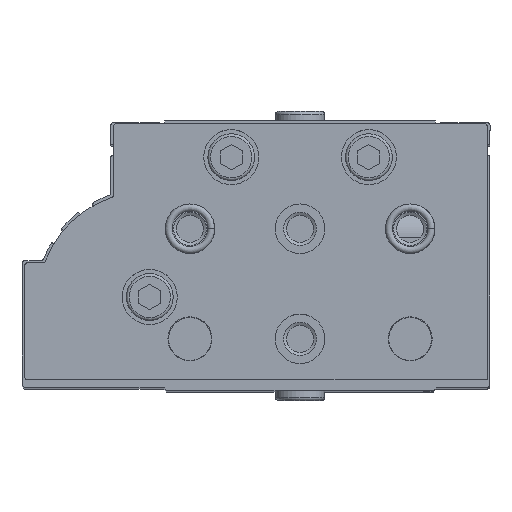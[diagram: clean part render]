
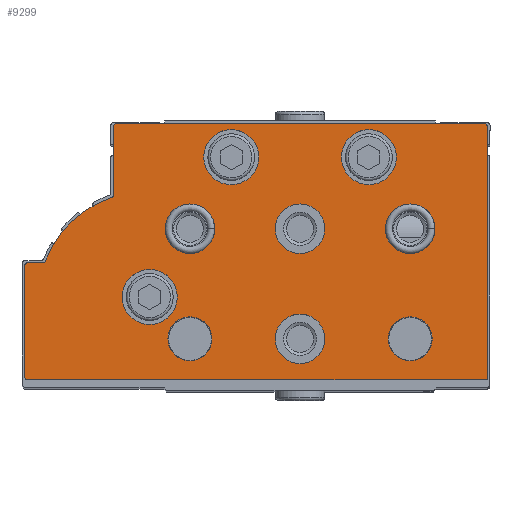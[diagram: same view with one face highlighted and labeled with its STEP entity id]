
A CAD part, top view. The second image highlights one B-rep face of the part: STEP entity #9299.
In plain terms, the highlighted face is planar.
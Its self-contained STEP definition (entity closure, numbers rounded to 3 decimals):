
#949=LINE('',#15826,#1682);
#951=LINE('',#15830,#1684);
#954=LINE('',#15838,#1687);
#957=LINE('',#15846,#1690);
#962=LINE('',#15862,#1695);
#965=LINE('',#15870,#1698);
#1682=VECTOR('',#12807,1000.);
#1684=VECTOR('',#12811,1000.);
#1687=VECTOR('',#12820,1000.);
#1690=VECTOR('',#12829,1000.);
#1695=VECTOR('',#12848,1000.);
#1698=VECTOR('',#12857,1000.);
#3637=ORIENTED_EDGE('',*,*,#5315,.T.);
#3638=ORIENTED_EDGE('',*,*,#5316,.T.);
#3639=ORIENTED_EDGE('',*,*,#5317,.T.);
#3640=ORIENTED_EDGE('',*,*,#5318,.T.);
#3641=ORIENTED_EDGE('',*,*,#5319,.T.);
#3642=ORIENTED_EDGE('',*,*,#5320,.T.);
#3643=ORIENTED_EDGE('',*,*,#5321,.T.);
#3644=ORIENTED_EDGE('',*,*,#5322,.T.);
#3645=ORIENTED_EDGE('',*,*,#5323,.T.);
#3646=ORIENTED_EDGE('',*,*,#5288,.F.);
#3647=ORIENTED_EDGE('',*,*,#5313,.F.);
#3648=ORIENTED_EDGE('',*,*,#5311,.F.);
#3649=ORIENTED_EDGE('',*,*,#5309,.F.);
#3650=ORIENTED_EDGE('',*,*,#5307,.T.);
#3651=ORIENTED_EDGE('',*,*,#5305,.F.);
#3652=ORIENTED_EDGE('',*,*,#5303,.T.);
#3653=ORIENTED_EDGE('',*,*,#5301,.F.);
#3654=ORIENTED_EDGE('',*,*,#5299,.F.);
#3655=ORIENTED_EDGE('',*,*,#5297,.F.);
#3656=ORIENTED_EDGE('',*,*,#5295,.F.);
#3657=ORIENTED_EDGE('',*,*,#5293,.F.);
#3658=ORIENTED_EDGE('',*,*,#5291,.F.);
#5288=EDGE_CURVE('',#6312,#6313,#6856,.T.);
#5291=EDGE_CURVE('',#6313,#6314,#949,.T.);
#5293=EDGE_CURVE('',#6314,#6315,#951,.T.);
#5295=EDGE_CURVE('',#6315,#6316,#6857,.T.);
#5297=EDGE_CURVE('',#6316,#6317,#954,.T.);
#5299=EDGE_CURVE('',#6317,#6318,#6858,.T.);
#5301=EDGE_CURVE('',#6318,#6319,#957,.T.);
#5303=EDGE_CURVE('',#6320,#6319,#6859,.T.);
#5305=EDGE_CURVE('',#6320,#6321,#6860,.T.);
#5307=EDGE_CURVE('',#6322,#6321,#6861,.T.);
#5309=EDGE_CURVE('',#6322,#6323,#962,.T.);
#5311=EDGE_CURVE('',#6323,#6324,#6862,.T.);
#5313=EDGE_CURVE('',#6324,#6312,#965,.T.);
#5315=EDGE_CURVE('',#6325,#6325,#6863,.T.);
#5316=EDGE_CURVE('',#6326,#6326,#6864,.T.);
#5317=EDGE_CURVE('',#6327,#6327,#6865,.T.);
#5318=EDGE_CURVE('',#6328,#6328,#6866,.T.);
#5319=EDGE_CURVE('',#6329,#6329,#6867,.T.);
#5320=EDGE_CURVE('',#6330,#6330,#6868,.T.);
#5321=EDGE_CURVE('',#6331,#6331,#6869,.T.);
#5322=EDGE_CURVE('',#6332,#6332,#6870,.T.);
#5323=EDGE_CURVE('',#6333,#6333,#6871,.T.);
#6312=VERTEX_POINT('',#15821);
#6313=VERTEX_POINT('',#15822);
#6314=VERTEX_POINT('',#15827);
#6315=VERTEX_POINT('',#15831);
#6316=VERTEX_POINT('',#15835);
#6317=VERTEX_POINT('',#15839);
#6318=VERTEX_POINT('',#15843);
#6319=VERTEX_POINT('',#15847);
#6320=VERTEX_POINT('',#15851);
#6321=VERTEX_POINT('',#15855);
#6322=VERTEX_POINT('',#15859);
#6323=VERTEX_POINT('',#15863);
#6324=VERTEX_POINT('',#15867);
#6325=VERTEX_POINT('',#15874);
#6326=VERTEX_POINT('',#15876);
#6327=VERTEX_POINT('',#15878);
#6328=VERTEX_POINT('',#15880);
#6329=VERTEX_POINT('',#15882);
#6330=VERTEX_POINT('',#15884);
#6331=VERTEX_POINT('',#15886);
#6332=VERTEX_POINT('',#15888);
#6333=VERTEX_POINT('',#15890);
#6856=CIRCLE('',#10482,0.5);
#6857=CIRCLE('',#10486,0.5);
#6858=CIRCLE('',#10489,0.5);
#6859=CIRCLE('',#10492,0.5);
#6860=CIRCLE('',#10494,19.5);
#6861=CIRCLE('',#10496,0.5);
#6862=CIRCLE('',#10499,0.5);
#6863=CIRCLE('',#10502,5.);
#6864=CIRCLE('',#10503,5.);
#6865=CIRCLE('',#10504,5.);
#6866=CIRCLE('',#10505,4.5);
#6867=CIRCLE('',#10506,4.5);
#6868=CIRCLE('',#10507,4.5);
#6869=CIRCLE('',#10508,4.5);
#6870=CIRCLE('',#10509,4.);
#6871=CIRCLE('',#10510,4.);
#7505=EDGE_LOOP('',(#3637));
#7506=EDGE_LOOP('',(#3638));
#7507=EDGE_LOOP('',(#3639));
#7508=EDGE_LOOP('',(#3640));
#7509=EDGE_LOOP('',(#3641));
#7510=EDGE_LOOP('',(#3642));
#7511=EDGE_LOOP('',(#3643));
#7512=EDGE_LOOP('',(#3644));
#7513=EDGE_LOOP('',(#3645));
#7514=EDGE_LOOP('',(#3646,#3647,#3648,#3649,#3650,#3651,#3652,#3653,#3654,
#3655,#3656,#3657,#3658));
#8327=FACE_BOUND('',#7505,.T.);
#8328=FACE_BOUND('',#7506,.T.);
#8329=FACE_BOUND('',#7507,.T.);
#8330=FACE_BOUND('',#7508,.T.);
#8331=FACE_BOUND('',#7509,.T.);
#8332=FACE_BOUND('',#7510,.T.);
#8333=FACE_BOUND('',#7511,.T.);
#8334=FACE_BOUND('',#7512,.T.);
#8335=FACE_BOUND('',#7513,.T.);
#8336=FACE_BOUND('',#7514,.T.);
#8834=PLANE('',#10501);
#9299=ADVANCED_FACE('',(#8327,#8328,#8329,#8330,#8331,#8332,#8333,#8334,
#8335,#8336),#8834,.F.);
#10482=AXIS2_PLACEMENT_3D('',#15820,#12801,#12802);
#10486=AXIS2_PLACEMENT_3D('',#15834,#12815,#12816);
#10489=AXIS2_PLACEMENT_3D('',#15842,#12824,#12825);
#10492=AXIS2_PLACEMENT_3D('',#15850,#12833,#12834);
#10494=AXIS2_PLACEMENT_3D('',#15854,#12838,#12839);
#10496=AXIS2_PLACEMENT_3D('',#15858,#12843,#12844);
#10499=AXIS2_PLACEMENT_3D('',#15866,#12852,#12853);
#10501=AXIS2_PLACEMENT_3D('',#15872,#12859,#12860);
#10502=AXIS2_PLACEMENT_3D('',#15873,#12861,#12862);
#10503=AXIS2_PLACEMENT_3D('',#15875,#12863,#12864);
#10504=AXIS2_PLACEMENT_3D('',#15877,#12865,#12866);
#10505=AXIS2_PLACEMENT_3D('',#15879,#12867,#12868);
#10506=AXIS2_PLACEMENT_3D('',#15881,#12869,#12870);
#10507=AXIS2_PLACEMENT_3D('',#15883,#12871,#12872);
#10508=AXIS2_PLACEMENT_3D('',#15885,#12873,#12874);
#10509=AXIS2_PLACEMENT_3D('',#15887,#12875,#12876);
#10510=AXIS2_PLACEMENT_3D('',#15889,#12877,#12878);
#12801=DIRECTION('',(0.,0.,1.));
#12802=DIRECTION('',(1.,0.,0.));
#12807=DIRECTION('',(0.,-1.,0.));
#12811=DIRECTION('',(1.,0.,0.));
#12815=DIRECTION('',(0.,0.,1.));
#12816=DIRECTION('',(1.,0.,0.));
#12820=DIRECTION('',(0.,1.,0.));
#12824=DIRECTION('',(0.,0.,1.));
#12825=DIRECTION('',(1.,0.,0.));
#12829=DIRECTION('',(-1.,0.,0.));
#12833=DIRECTION('',(0.,0.,1.));
#12834=DIRECTION('',(1.,0.,0.));
#12838=DIRECTION('',(0.,0.,1.));
#12839=DIRECTION('',(1.,0.,0.));
#12843=DIRECTION('',(0.,0.,1.));
#12844=DIRECTION('',(1.,0.,0.));
#12848=DIRECTION('',(0.,1.,0.));
#12852=DIRECTION('',(0.,0.,1.));
#12853=DIRECTION('',(1.,0.,0.));
#12857=DIRECTION('',(-1.,0.,0.));
#12859=DIRECTION('',(0.,0.,1.));
#12860=DIRECTION('',(1.,0.,0.));
#12861=DIRECTION('',(0.,0.,1.));
#12862=DIRECTION('',(1.,0.,0.));
#12863=DIRECTION('',(0.,0.,1.));
#12864=DIRECTION('',(1.,0.,0.));
#12865=DIRECTION('',(0.,0.,1.));
#12866=DIRECTION('',(1.,0.,0.));
#12867=DIRECTION('',(0.,0.,1.));
#12868=DIRECTION('',(1.,0.,0.));
#12869=DIRECTION('',(0.,0.,1.));
#12870=DIRECTION('',(1.,0.,0.));
#12871=DIRECTION('',(0.,0.,1.));
#12872=DIRECTION('',(1.,0.,0.));
#12873=DIRECTION('',(0.,0.,1.));
#12874=DIRECTION('',(1.,0.,0.));
#12875=DIRECTION('',(0.,0.,1.));
#12876=DIRECTION('',(1.,0.,0.));
#12877=DIRECTION('',(0.,0.,1.));
#12878=DIRECTION('',(1.,0.,0.));
#15820=CARTESIAN_POINT('',(0.5,46.,0.));
#15821=CARTESIAN_POINT('',(0.5,46.5,0.));
#15822=CARTESIAN_POINT('',(0.,46.,0.));
#15826=CARTESIAN_POINT('',(0.,46.,0.));
#15827=CARTESIAN_POINT('',(0.,0.,0.));
#15830=CARTESIAN_POINT('',(0.,0.,0.));
#15831=CARTESIAN_POINT('',(83.5,0.,0.));
#15834=CARTESIAN_POINT('',(83.5,0.5,0.));
#15835=CARTESIAN_POINT('',(84.,0.5,0.));
#15838=CARTESIAN_POINT('',(84.,0.5,0.));
#15839=CARTESIAN_POINT('',(84.,20.7,0.));
#15842=CARTESIAN_POINT('',(83.5,20.7,0.));
#15843=CARTESIAN_POINT('',(83.5,21.2,0.));
#15846=CARTESIAN_POINT('',(83.5,21.2,0.));
#15847=CARTESIAN_POINT('',(80.697,21.2,0.));
#15850=CARTESIAN_POINT('',(80.697,21.7,0.));
#15851=CARTESIAN_POINT('',(80.23,21.523,0.));
#15854=CARTESIAN_POINT('',(62.,14.6,0.));
#15855=CARTESIAN_POINT('',(68.191,33.091,0.));
#15858=CARTESIAN_POINT('',(68.35,33.565,0.));
#15859=CARTESIAN_POINT('',(67.85,33.565,0.));
#15862=CARTESIAN_POINT('',(67.85,33.565,0.));
#15863=CARTESIAN_POINT('',(67.85,46.,0.));
#15866=CARTESIAN_POINT('',(67.35,46.,0.));
#15867=CARTESIAN_POINT('',(67.35,46.5,0.));
#15870=CARTESIAN_POINT('',(67.35,46.5,0.));
#15872=CARTESIAN_POINT('',(0.5,46.,0.));
#15873=CARTESIAN_POINT('',(61.3,15.,0.));
#15874=CARTESIAN_POINT('',(66.3,15.,0.));
#15875=CARTESIAN_POINT('',(46.5,40.4,0.));
#15876=CARTESIAN_POINT('',(51.5,40.4,0.));
#15877=CARTESIAN_POINT('',(21.5,40.4,0.));
#15878=CARTESIAN_POINT('',(26.5,40.4,0.));
#15879=CARTESIAN_POINT('',(54.,27.4,0.));
#15880=CARTESIAN_POINT('',(58.5,27.4,0.));
#15881=CARTESIAN_POINT('',(34.,27.4,0.));
#15882=CARTESIAN_POINT('',(38.5,27.4,0.));
#15883=CARTESIAN_POINT('',(14.,27.4,0.));
#15884=CARTESIAN_POINT('',(18.5,27.4,0.));
#15885=CARTESIAN_POINT('',(34.,7.4,0.));
#15886=CARTESIAN_POINT('',(38.5,7.4,0.));
#15887=CARTESIAN_POINT('',(54.,7.4,0.));
#15888=CARTESIAN_POINT('',(58.,7.4,0.));
#15889=CARTESIAN_POINT('',(14.,7.4,0.));
#15890=CARTESIAN_POINT('',(18.,7.4,0.));
